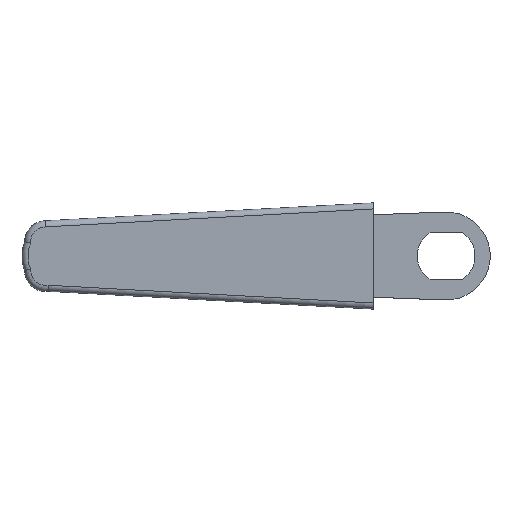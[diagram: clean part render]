
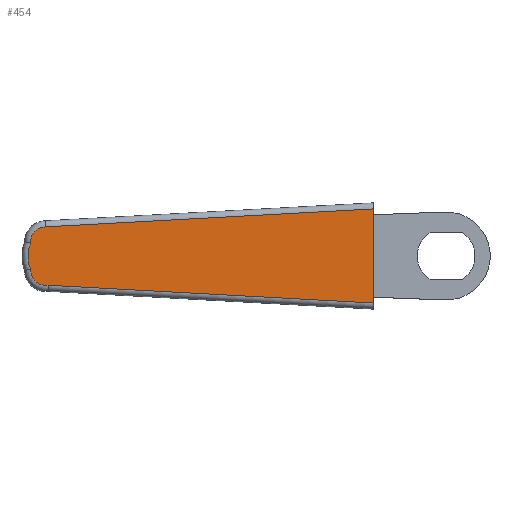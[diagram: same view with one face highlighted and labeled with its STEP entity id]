
A CAD part, top view. The second image highlights one B-rep face of the part: STEP entity #454.
In plain terms, the highlighted planar face has unit normal (0, 0, 1).
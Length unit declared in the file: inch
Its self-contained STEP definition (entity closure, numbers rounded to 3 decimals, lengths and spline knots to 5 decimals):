
#12 = AXIS2_PLACEMENT_3D ( 'NONE', #1118, #442, #79 ) ;
#73 = EDGE_CURVE ( 'NONE', #248, #734, #1193, .T. ) ;
#79 = DIRECTION ( 'NONE',  ( 1., 0., 0. ) ) ;
#89 = CARTESIAN_POINT ( 'NONE',  ( 0.5085, -0.00224, 0.1675 ) ) ;
#102 = DIRECTION ( 'NONE',  ( 1., 0., 0. ) ) ;
#131 = CARTESIAN_POINT ( 'NONE',  ( 0.11698, -0.17639, 0.1675 ) ) ;
#140 = ORIENTED_EDGE ( 'NONE', *, *, #1178, .T. ) ;
#162 = FACE_OUTER_BOUND ( 'NONE', #922, .T. ) ;
#228 = DIRECTION ( 'NONE',  ( 0., 0., 1. ) ) ;
#238 = EDGE_CURVE ( 'NONE', #1230, #1504, #766, .T. ) ;
#248 = VERTEX_POINT ( 'NONE', #838 ) ;
#261 = ORIENTED_EDGE ( 'NONE', *, *, #238, .T. ) ;
#320 = AXIS2_PLACEMENT_3D ( 'NONE', #752, #953, #642 ) ;
#332 = AXIS2_PLACEMENT_3D ( 'NONE', #1188, #719, #854 ) ;
#353 = CARTESIAN_POINT ( 'NONE',  ( 4.63358, 0.61988, 0.1675 ) ) ;
#370 = LINE ( 'NONE', #1416, #464 ) ;
#377 = ORIENTED_EDGE ( 'NONE', *, *, #73, .T. ) ;
#381 = DIRECTION ( 'NONE',  ( -0.999, -0.055, 0. ) ) ;
#439 = DIRECTION ( 'NONE',  ( 0., -1., 0. ) ) ;
#442 = DIRECTION ( 'NONE',  ( 0., 0., 1. ) ) ;
#454 = ADVANCED_FACE ( 'NONE', ( #162 ), #785, .T. ) ;
#464 = VECTOR ( 'NONE', #381, 39.37008 ) ;
#473 = ORIENTED_EDGE ( 'NONE', *, *, #1440, .F. ) ;
#479 = CARTESIAN_POINT ( 'NONE',  ( 0.11698, 0.17191, 0.1675 ) ) ;
#524 = EDGE_CURVE ( 'NONE', #1504, #735, #831, .T. ) ;
#534 = VECTOR ( 'NONE', #724, 39.37008 ) ;
#538 = ORIENTED_EDGE ( 'NONE', *, *, #753, .T. ) ;
#540 = VERTEX_POINT ( 'NONE', #353 ) ;
#544 = AXIS2_PLACEMENT_3D ( 'NONE', #89, #228, #102 ) ;
#596 = CARTESIAN_POINT ( 'NONE',  ( 4.63358, -0.61988, 0.1675 ) ) ;
#642 = DIRECTION ( 'NONE',  ( 1., 0., 0. ) ) ;
#719 = DIRECTION ( 'NONE',  ( 0., 0., 1. ) ) ;
#724 = DIRECTION ( 'NONE',  ( 0.999, -0.055, 0. ) ) ;
#734 = VERTEX_POINT ( 'NONE', #596 ) ;
#735 = VERTEX_POINT ( 'NONE', #131 ) ;
#752 = CARTESIAN_POINT ( 'NONE',  ( 0.3145, -0.19024, 0.1675 ) ) ;
#753 = EDGE_CURVE ( 'NONE', #540, #1230, #370, .T. ) ;
#766 = CIRCLE ( 'NONE', #332, 0.198 ) ;
#785 = PLANE ( 'NONE',  #12 ) ;
#791 = ORIENTED_EDGE ( 'NONE', *, *, #524, .T. ) ;
#802 = LINE ( 'NONE', #1240, #1310 ) ;
#831 = CIRCLE ( 'NONE', #544, 0.4285 ) ;
#838 = CARTESIAN_POINT ( 'NONE',  ( 0.34597, -0.38572, 0.1675 ) ) ;
#854 = DIRECTION ( 'NONE',  ( 1., 0., 0. ) ) ;
#872 = CARTESIAN_POINT ( 'NONE',  ( 0.30813, 0.38366, 0.1675 ) ) ;
#922 = EDGE_LOOP ( 'NONE', ( #140, #377, #473, #538, #261, #791 ) ) ;
#953 = DIRECTION ( 'NONE',  ( 0., 0., 1. ) ) ;
#1118 = CARTESIAN_POINT ( 'NONE',  ( 0., 0., 0.1675 ) ) ;
#1178 = EDGE_CURVE ( 'NONE', #735, #248, #1187, .T. ) ;
#1187 = CIRCLE ( 'NONE', #320, 0.198 ) ;
#1188 = CARTESIAN_POINT ( 'NONE',  ( 0.3145, 0.18576, 0.1675 ) ) ;
#1193 = LINE ( 'NONE', #1429, #534 ) ;
#1230 = VERTEX_POINT ( 'NONE', #872 ) ;
#1240 = CARTESIAN_POINT ( 'NONE',  ( 4.63358, 0., 0.1675 ) ) ;
#1310 = VECTOR ( 'NONE', #439, 39.37008 ) ;
#1416 = CARTESIAN_POINT ( 'NONE',  ( 0.30894, 0.3837, 0.1675 ) ) ;
#1429 = CARTESIAN_POINT ( 'NONE',  ( -0.01997, -0.36574, 0.1675 ) ) ;
#1440 = EDGE_CURVE ( 'NONE', #540, #734, #802, .T. ) ;
#1504 = VERTEX_POINT ( 'NONE', #479 ) ;
